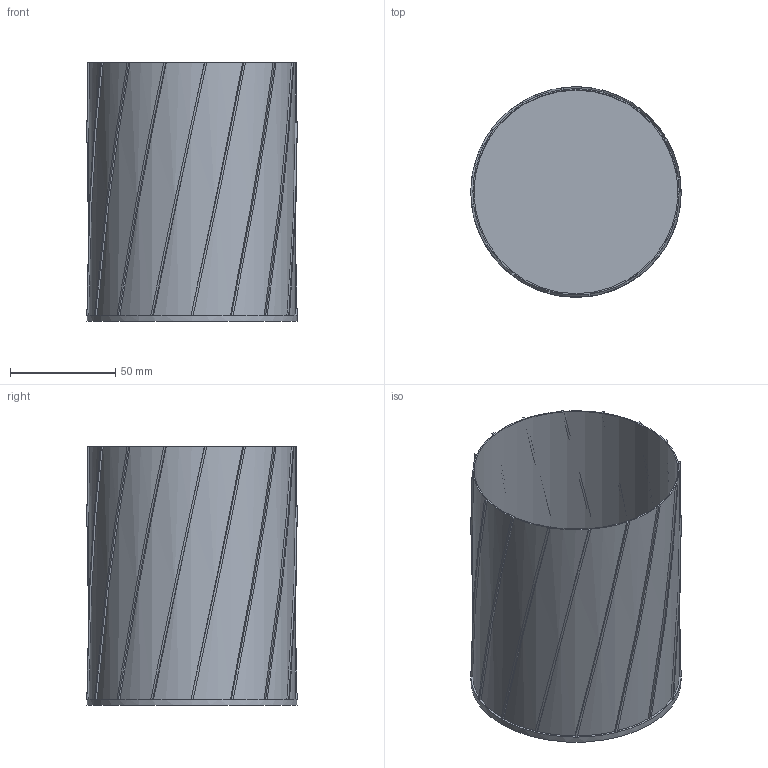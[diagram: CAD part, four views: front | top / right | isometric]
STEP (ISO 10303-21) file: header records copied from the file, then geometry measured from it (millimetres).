
FILE_DESCRIPTION(('FreeCAD Model'),'2;1');
FILE_NAME('Open CASCADE Shape Model','2022-08-15T19:40:07',(''),(''), 'Open CASCADE STEP processor 7.5','FreeCAD','Unknown');
FILE_SCHEMA(('AUTOMOTIVE_DESIGN { 1 0 10303 214 1 1 1 1 }'));
Length unit declared in the file: millimetre
Products named in the file (1): Pocket
Bounding box: 100 x 100 x 123 mm (x, y, z)
Volume: 43852.7 mm3; surface area: 94077.2 mm2
Topology: 1 solids, 1 shells, 85 faces, 218 edges, 136 vertices
Faces by surface type: bspline 48, plane 19, cylinder 18
Full cylindrical faces by diameter (mm): 97 x1, 100 x1
Entity records: 7232 total; most frequent: CARTESIAN_POINT 3371, DIRECTION 541, ORIENTED_EDGE 436, PCURVE 436, DEFINITIONAL_REPRESENTATION 436, B_SPLINE_CURVE_WITH_KNOTS 274, LINE 227, VECTOR 227
